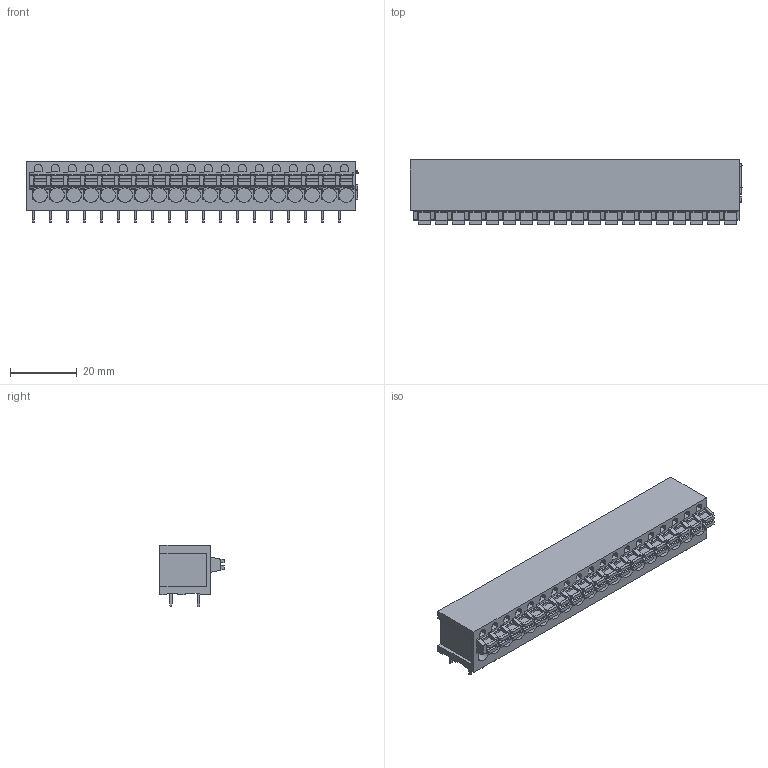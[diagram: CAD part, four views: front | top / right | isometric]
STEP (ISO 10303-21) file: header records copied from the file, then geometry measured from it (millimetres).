
FILE_DESCRIPTION(('CATIA V5 STEP Exchange','CAx-IF Rec.Pracs.--- Model Styling and Organization---1.4--- 2014-01-23'),'2;1');
FILE_NAME ('280974-1_0_1425990000_1425990000.stp','2021-07-07T12:38:30+00:00',('none'),('Weidmueller'),'CATIA Version 5-6 Release 2016 SP3 HF44','CATIA V5 STEP AP214','none');
FILE_SCHEMA(('AUTOMOTIVE_DESIGN { 1 0 10303 214 1 1 1 1 }'));
Length unit declared in the file: millimetre
Products named in the file (1): 1425990000
Bounding box: 99.17 x 19.2 x 18.3 mm (x, y, z)
Volume: 20560.2 mm3; surface area: 11945.1 mm2
Topology: 58 solids, 58 shells, 1297 faces, 3420 edges, 2280 vertices
Faces by surface type: plane 993, cylinder 304
Entity records: 38834 total; most frequent: CARTESIAN_POINT 6863, ORIENTED_EDGE 6840, DIRECTION 5257, EDGE_CURVE 3420, VECTOR 2774, LINE 2774, VERTEX_POINT 2280, AXIS2_PLACEMENT_3D 1545
